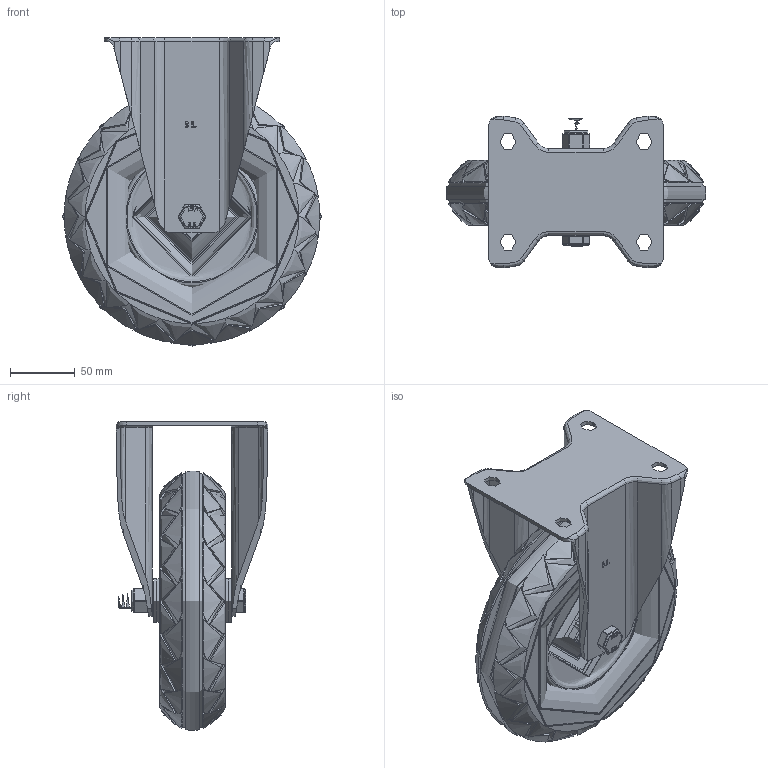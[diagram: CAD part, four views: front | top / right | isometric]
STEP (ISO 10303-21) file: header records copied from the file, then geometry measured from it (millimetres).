
FILE_DESCRIPTION(/* description */ (''),/* implementation_level */ '2;1');
FILE_NAME(/* name */ 'BZPCF200MRB.step',/* time_stamp */ '2025-06-24T13:08:33+01:00',/* author */ (''),/* organization */ (''),/* preprocessor_version */ 'ST-DEVELOPER v20.1',/* originating_system */ 'Autodesk Translation Framework v14.10.0.0',/* authorisation */ '');
FILE_SCHEMA (('AUTOMOTIVE_DESIGN { 1 0 10303 214 3 1 1 }'));
Length unit declared in the file: millimetre
Products named in the file (25): BZPCF200MRB; BZWBF200AS v1; BZWBF200AS; ZINC PLATED, PRESSED STEEL BRACKET; BZWPMR200202R v1; BZWPMR200202R; PNEUMATIC TYRE ON STEEL RIM; RIM; CAPS; ROLLER BEARING; CAGE; Pattern; Component2; PNEUMATIC TYRE; INNER TUBE; VALVE; CAP; TUBEM20X60 v1; ZINC PLATED STEEL TUBE; HEXBOLTM12X90Z8.8 v2; GRADE 8.8 ZINC PLATED BOLT; NYLOCM12Z14MM v1; NYLOC NUT; NUT; RUBBER
Assembly tree (33 placements, depth 6):
  BZPCF200MRB
    BZWBF200AS v1
      BZWBF200AS
      ZINC PLATED, PRESSED STEEL BRACKET
    BZWPMR200202R v1
      BZWPMR200202R
      PNEUMATIC TYRE ON STEEL RIM
        RIM
        CAPS
        ROLLER BEARING
          CAGE
          Pattern
            Component2  x10
        PNEUMATIC TYRE
        INNER TUBE
        VALVE
        CAP
    TUBEM20X60 v1
      ZINC PLATED STEEL TUBE
    HEXBOLTM12X90Z8.8 v2
      GRADE 8.8 ZINC PLATED BOLT
    NYLOCM12Z14MM v1
      NYLOC NUT
        NUT
        RUBBER
Bounding box: 199.89 x 117 x 237.94 mm (x, y, z)
Volume: 1110642.3 mm3; surface area: 377900 mm2
Topology: 23 solids, 24 shells, 1057 faces, 2697 edges, 1731 vertices
Faces by surface type: bspline 365, plane 251, cylinder 207, torus 147, cone 67, sphere 20
Full cylindrical faces by diameter (mm): 5 x10, 7 x2, 8 x1, 9 x1, 9.836 x16, 11.834 x16, 12 x3, 12.2 x2, 12.5 x1, 14 x2, 17.75 x1, 18.5 x1, 19.9 x1, 20 x1, 20.5 x2, 29.5 x1, 30 x3, 33.5 x4, 37.5 x1, 107 x2, 109 x2, 150 x2, 152.007 x2
Entity records: 53813 total; most frequent: CARTESIAN_POINT 30070, ORIENTED_EDGE 5326, DIRECTION 3944, EDGE_CURVE 2663, VERTEX_POINT 1713, AXIS2_PLACEMENT_3D 1482, EDGE_LOOP 1134, FACE_OUTER_BOUND 1030
